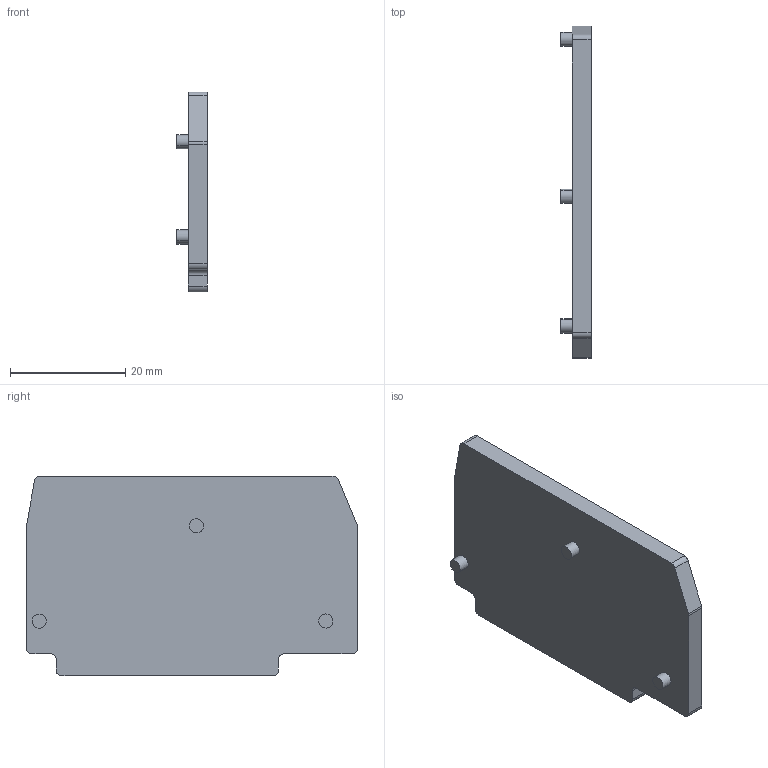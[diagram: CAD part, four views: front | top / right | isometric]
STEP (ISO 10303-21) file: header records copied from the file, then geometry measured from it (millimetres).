
FILE_DESCRIPTION(('CATIA V5 STEP Exchange','CAx-IF Rec.Pracs.--- Model Styling and Organization---1.4--- 2014-01-23'),'2;1');
FILE_NAME ('023948-2_0', '2021-04-20T09:10:26+00:00', ('none'), ('Weidmueller'), 'CATIA Version 5-6 Release 2016 SP3 HF44', 'CATIA V5 STEP AP214', 'none');
FILE_SCHEMA(('AUTOMOTIVE_DESIGN { 1 0 10303 214 1 1 1 1 }'));
Length unit declared in the file: millimetre
Products named in the file (1): 1855220000
Bounding box: 5.25 x 57.55 x 34.65 mm (x, y, z)
Volume: 6157.4 mm3; surface area: 4472.3 mm2
Topology: 1 solids, 1 shells, 41 faces, 99 edges, 66 vertices
Faces by surface type: cylinder 21, plane 20
Entity records: 1162 total; most frequent: CARTESIAN_POINT 199, ORIENTED_EDGE 198, DIRECTION 165, EDGE_CURVE 99, AXIS2_PLACEMENT_3D 76, VERTEX_POINT 66, VECTOR 57, LINE 57
